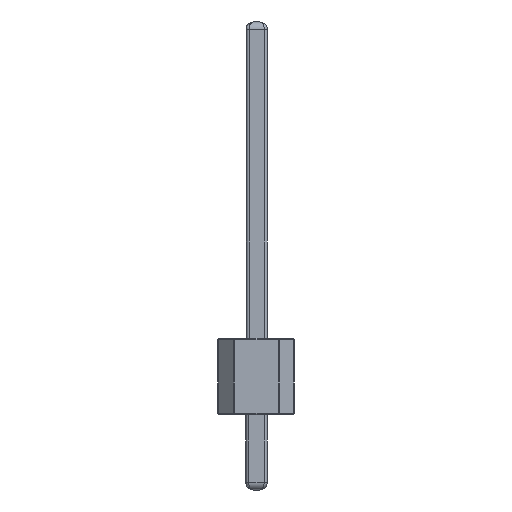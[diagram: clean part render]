
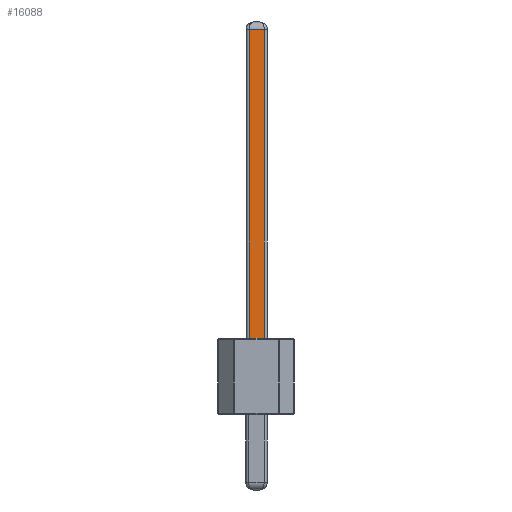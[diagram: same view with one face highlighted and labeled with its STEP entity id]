
A CAD part, front view. The second image highlights one B-rep face of the part: STEP entity #16088.
In plain terms, the highlighted planar face has unit normal (0, -1, 0).
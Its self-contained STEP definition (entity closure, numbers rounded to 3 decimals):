
#409=PLANE('',#17359);
#1259=LINE('',#25227,#2491);
#1279=LINE('',#25376,#2511);
#1281=LINE('',#25405,#2513);
#1283=LINE('',#25410,#2515);
#2491=VECTOR('',#19666,10.);
#2511=VECTOR('',#19746,10.);
#2513=VECTOR('',#19756,10.);
#2515=VECTOR('',#19762,10.);
#4300=FACE_OUTER_BOUND('',#5478,.T.);
#5478=EDGE_LOOP('',(#11370,#11371,#11372,#11373));
#7563=VERTEX_POINT('',#25225);
#7564=VERTEX_POINT('',#25226);
#7583=VERTEX_POINT('',#25375);
#7586=VERTEX_POINT('',#25404);
#8843=EDGE_CURVE('',#7563,#7564,#1259,.T.);
#8879=EDGE_CURVE('',#7564,#7583,#1279,.T.);
#8884=EDGE_CURVE('',#7583,#7586,#1281,.T.);
#8887=EDGE_CURVE('',#7586,#7563,#1283,.T.);
#11370=ORIENTED_EDGE('',*,*,#8879,.F.);
#11371=ORIENTED_EDGE('',*,*,#8843,.F.);
#11372=ORIENTED_EDGE('',*,*,#8887,.F.);
#11373=ORIENTED_EDGE('',*,*,#8884,.F.);
#16088=ADVANCED_FACE('',(#4300),#409,.T.);
#17359=AXIS2_PLACEMENT_3D('',#25409,#19760,#19761);
#19666=DIRECTION('',(-1.,0.,0.));
#19746=DIRECTION('',(0.,0.,1.));
#19756=DIRECTION('',(1.,0.,0.));
#19760=DIRECTION('center_axis',(0.,-1.,0.));
#19761=DIRECTION('ref_axis',(1.,0.,0.));
#19762=DIRECTION('',(0.,0.,-1.));
#25225=CARTESIAN_POINT('',(-2.055,-1.259,2.54));
#25226=CARTESIAN_POINT('',(-2.562,-1.259,2.54));
#25227=CARTESIAN_POINT('',(-2.496,-1.259,2.54));
#25375=CARTESIAN_POINT('',(-2.562,-1.259,12.79));
#25376=CARTESIAN_POINT('',(-2.562,-1.259,2.54));
#25404=CARTESIAN_POINT('',(-2.055,-1.259,12.79));
#25405=CARTESIAN_POINT('',(-2.485,-1.259,12.79));
#25409=CARTESIAN_POINT('Origin',(-2.662,-1.259,2.54));
#25410=CARTESIAN_POINT('',(-2.055,-1.259,2.54));
